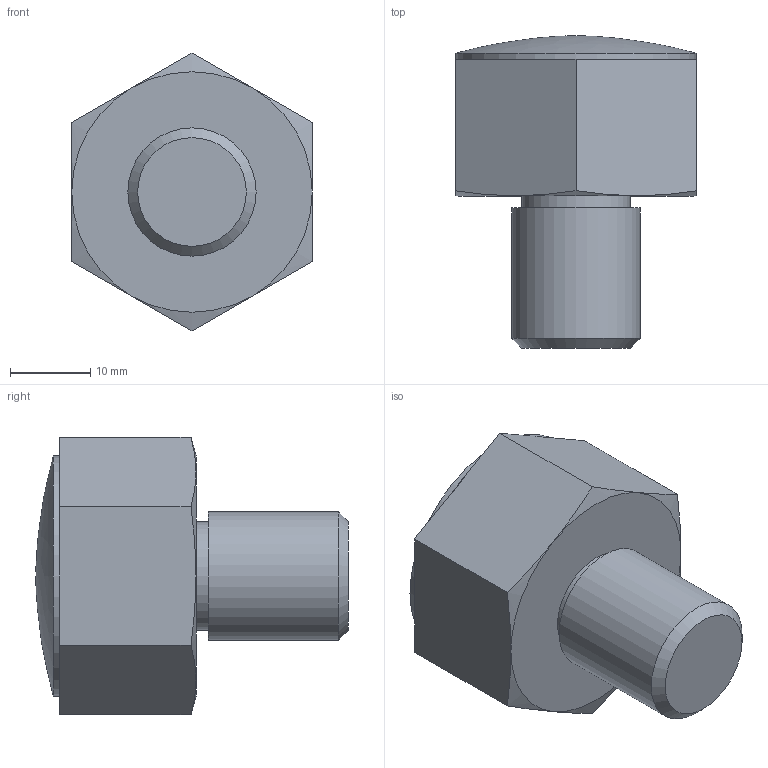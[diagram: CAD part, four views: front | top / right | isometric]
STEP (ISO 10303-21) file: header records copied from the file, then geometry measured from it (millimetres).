
FILE_DESCRIPTION( ( 'STEP AP214' ), '1' );
FILE_NAME( 'K0298.2201.stp', '2020-11-27T12:59:22', ( '' ), ( '' ), ' ', 'PARTsolutions', ' ' );
FILE_SCHEMA( ( 'AUTOMOTIVE_DESIGN { 1 0 10303 214 1 1 1 1 }' ) );
Length unit declared in the file: millimetre
Products named in the file (1): _K0298.2201
Bounding box: 30 x 39 x 34.64 mm (x, y, z)
Volume: 18255.9 mm3; surface area: 4415.9 mm2
Topology: 1 solids, 1 shells, 26 faces, 55 edges, 32 vertices
Faces by surface type: plane 15, cone 7, cylinder 3, bspline 1
Full cylindrical faces by diameter (mm): 13.546 x1, 16 x1, 30 x1
Entity records: 929 total; most frequent: CARTESIAN_POINT 193, DIRECTION 106, ORIENTED_EDGE 96, EDGE_CURVE 48, AXIS2_PLACEMENT_3D 44, EDGE_LOOP 32, VERTEX_POINT 31, FACE_OUTER_BOUND 29
